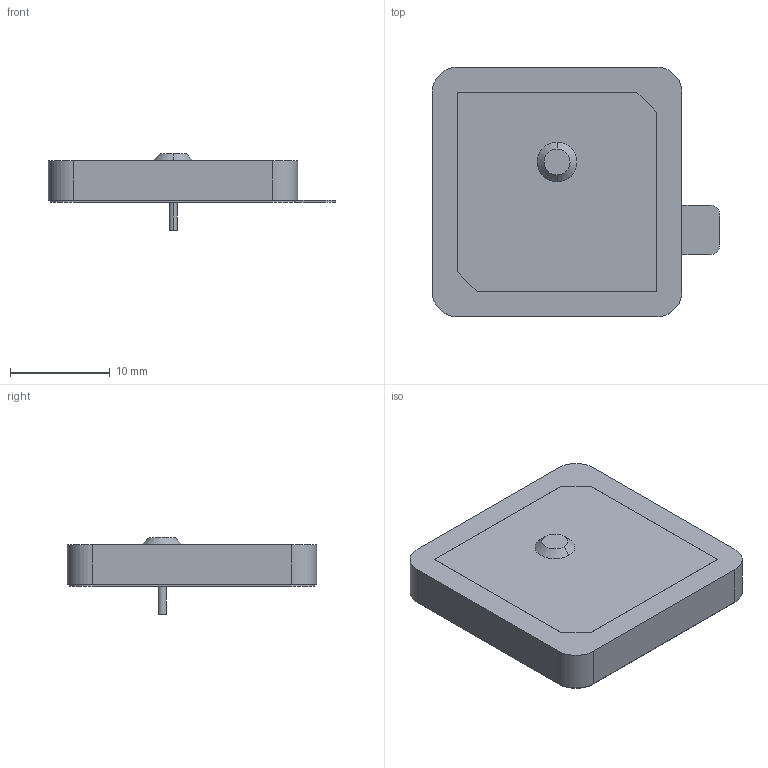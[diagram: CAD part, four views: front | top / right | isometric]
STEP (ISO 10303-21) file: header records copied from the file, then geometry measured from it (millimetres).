
FILE_DESCRIPTION((''),'2;1');
FILE_NAME('1461680001','2017-05-31T',('ghp'),(''),'PRO/ENGINEER BY PARAMETRIC TECHNOLOGY CORPORATION, 2012310','PRO/ENGINEER BY PARAMETRIC TECHNOLOGY CORPORATION, 2012310','');
FILE_SCHEMA(('CONFIG_CONTROL_DESIGN'));
Length unit declared in the file: millimetre
Products named in the file (1): 1461680001
Bounding box: 28.8 x 25 x 7.7 mm (x, y, z)
Volume: 2611.5 mm3; surface area: 1693.3 mm2
Topology: 1 solids, 1 shells, 42 faces, 107 edges, 72 vertices
Faces by surface type: plane 26, cylinder 14, cone 2
Entity records: 1318 total; most frequent: DIRECTION 225, CARTESIAN_POINT 220, ORIENTED_EDGE 212, EDGE_CURVE 106, AXIS2_PLACEMENT_3D 75, VECTOR 75, LINE 75, VERTEX_POINT 70
